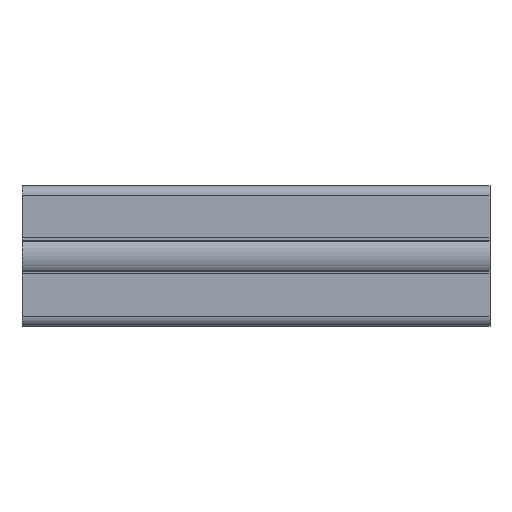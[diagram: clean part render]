
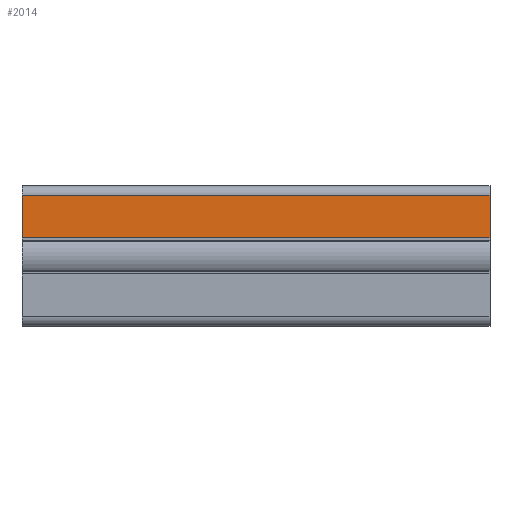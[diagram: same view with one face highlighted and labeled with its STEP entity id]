
A CAD part, top view. The second image highlights one B-rep face of the part: STEP entity #2014.
In plain terms, the highlighted planar face has unit normal (0, 0, 1).
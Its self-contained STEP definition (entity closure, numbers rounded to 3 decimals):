
#112 = VERTEX_POINT ( 'NONE', #371 ) ;
#123 = VERTEX_POINT ( 'NONE', #382 ) ;
#135 = VERTEX_POINT ( 'NONE', #394 ) ;
#157 = VERTEX_POINT ( 'NONE', #416 ) ;
#371 = CARTESIAN_POINT ( 'NONE',  ( -150., 5.8, 22.5 ) ) ;
#382 = CARTESIAN_POINT ( 'NONE',  ( -150., 19.5, 22.5 ) ) ;
#394 = CARTESIAN_POINT ( 'NONE',  ( 0., 19.5, 22.5 ) ) ;
#416 = CARTESIAN_POINT ( 'NONE',  ( 0., 5.8, 22.5 ) ) ;
#705 = CARTESIAN_POINT ( 'NONE',  ( -213.64, 19.5, 22.5 ) ) ;
#706 = PLANE ( 'NONE',  #2550 ) ;
#708 = DIRECTION ( 'NONE',  ( 0., 0., 1. ) ) ;
#709 = DIRECTION ( 'NONE',  ( 0., -1., 0. ) ) ;
#1236 = CARTESIAN_POINT ( 'NONE',  ( -213.64, 5.8, 22.5 ) ) ;
#1237 = DIRECTION ( 'NONE',  ( 1., 0., 0. ) ) ;
#1482 = CARTESIAN_POINT ( 'NONE',  ( 0., 19.5, 22.5 ) ) ;
#1483 = DIRECTION ( 'NONE',  ( 0., -1., 0. ) ) ;
#1496 = CARTESIAN_POINT ( 'NONE',  ( -150., 19.5, 22.5 ) ) ;
#1497 = DIRECTION ( 'NONE',  ( 0., 1., 0. ) ) ;
#1781 = CARTESIAN_POINT ( 'NONE',  ( -213.64, 19.5, 22.5 ) ) ;
#1782 = DIRECTION ( 'NONE',  ( 1., 0., 0. ) ) ;
#2014 = ADVANCED_FACE ( 'NONE', ( #4070 ), #706, .T. ) ;
#2209 = EDGE_CURVE ( 'NONE', #112, #157, #3728, .T. ) ;
#2325 = EDGE_CURVE ( 'NONE', #135, #157, #3252, .T. ) ;
#2332 = EDGE_CURVE ( 'NONE', #112, #123, #3288, .T. ) ;
#2464 = EDGE_CURVE ( 'NONE', #123, #135, #3533, .T. ) ;
#2550 = AXIS2_PLACEMENT_3D ( 'NONE', #705, #708, #709 ) ;
#3192 = ORIENTED_EDGE ( 'NONE', *, *, #2209, .T. ) ;
#3200 = ORIENTED_EDGE ( 'NONE', *, *, #2332, .F. ) ;
#3252 = LINE ( 'NONE', #1482, #3275 ) ;
#3275 = VECTOR ( 'NONE', #1483, 1000. ) ;
#3288 = LINE ( 'NONE', #1496, #3289 ) ;
#3289 = VECTOR ( 'NONE', #1497, 1000. ) ;
#3533 = LINE ( 'NONE', #1781, #3534 ) ;
#3534 = VECTOR ( 'NONE', #1782, 1000. ) ;
#3728 = LINE ( 'NONE', #1236, #3729 ) ;
#3729 = VECTOR ( 'NONE', #1237, 1000. ) ;
#3916 = ORIENTED_EDGE ( 'NONE', *, *, #2325, .F. ) ;
#3917 = ORIENTED_EDGE ( 'NONE', *, *, #2464, .F. ) ;
#4070 = FACE_OUTER_BOUND ( 'NONE', #4248, .T. ) ;
#4248 = EDGE_LOOP ( 'NONE', ( #3200, #3192, #3916, #3917 ) ) ;
